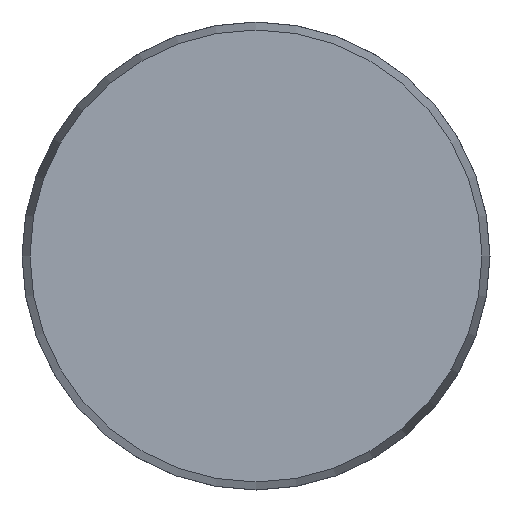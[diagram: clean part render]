
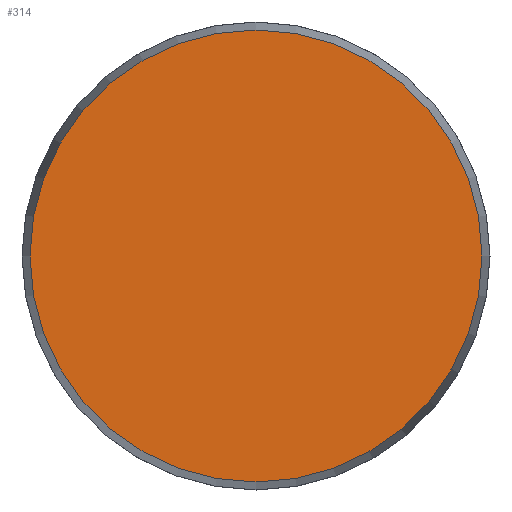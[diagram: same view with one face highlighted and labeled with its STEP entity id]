
A CAD part, front view. The second image highlights one B-rep face of the part: STEP entity #314.
In plain terms, the highlighted planar face has unit normal (0, -1, 0).
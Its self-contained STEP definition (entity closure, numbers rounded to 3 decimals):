
#8 = PLANE ( 'NONE',  #504 ) ;
#53 = DIRECTION ( 'NONE',  ( 0., -1., 0. ) ) ;
#77 = CARTESIAN_POINT ( 'NONE',  ( -24.143, 0., 0. ) ) ;
#205 = FACE_OUTER_BOUND ( 'NONE', #342, .T. ) ;
#246 = ORIENTED_EDGE ( 'NONE', *, *, #466, .T. ) ;
#297 = AXIS2_PLACEMENT_3D ( 'NONE', #615, #53, #560 ) ;
#314 = ADVANCED_FACE ( 'NONE', ( #205 ), #8, .F. ) ;
#341 = DIRECTION ( 'NONE',  ( 0., 0., 1. ) ) ;
#342 = EDGE_LOOP ( 'NONE', ( #246 ) ) ;
#389 = CIRCLE ( 'NONE', #297, 24.143 ) ;
#466 = EDGE_CURVE ( 'NONE', #600, #600, #389, .T. ) ;
#504 = AXIS2_PLACEMENT_3D ( 'NONE', #77, #782, #341 ) ;
#535 = CARTESIAN_POINT ( 'NONE',  ( 0., 0., -24.143 ) ) ;
#560 = DIRECTION ( 'NONE',  ( 0., 0., -1. ) ) ;
#600 = VERTEX_POINT ( 'NONE', #535 ) ;
#615 = CARTESIAN_POINT ( 'NONE',  ( 0., 0., 0. ) ) ;
#782 = DIRECTION ( 'NONE',  ( 0., 1., 0. ) ) ;
